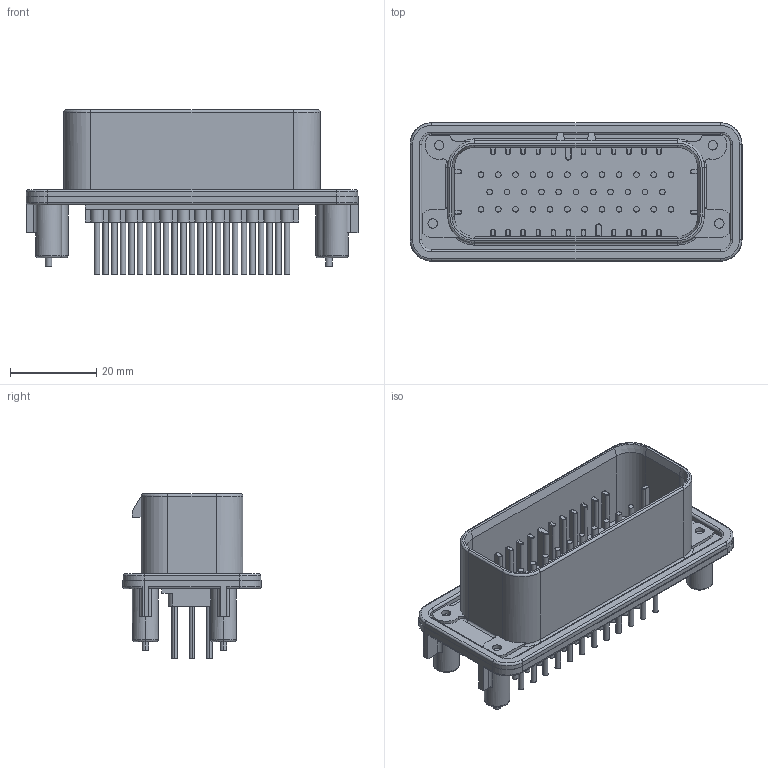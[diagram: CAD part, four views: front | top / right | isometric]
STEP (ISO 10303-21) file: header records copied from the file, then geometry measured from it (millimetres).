
FILE_DESCRIPTION((''),'2;1');
FILE_NAME('C-1-776231-1','2017-12-29T',('workeradm'),('TE Connectivity Ltd.'),'CREO PARAMETRIC BY PTC INC, 2016050','CREO PARAMETRIC BY PTC INC, 2016050','');
FILE_SCHEMA(('AUTOMOTIVE_DESIGN { 1 0 10303 214 1 1 1 1 }'));
Length unit declared in the file: millimetre
Products named in the file (1): C-1-776231-1
Bounding box: 76.9 x 32.1 x 38.05 mm (x, y, z)
Volume: 15286 mm3; surface area: 17069.2 mm2
Topology: 1 solids, 1 shells, 736 faces, 1797 edges, 1144 vertices
Faces by surface type: cylinder 359, plane 261, torus 112, cone 4
Entity records: 22047 total; most frequent: DIRECTION 4055, CARTESIAN_POINT 4037, ORIENTED_EDGE 3594, EDGE_CURVE 1797, AXIS2_PLACEMENT_3D 1588, VERTEX_POINT 1144, VECTOR 879, LINE 879
